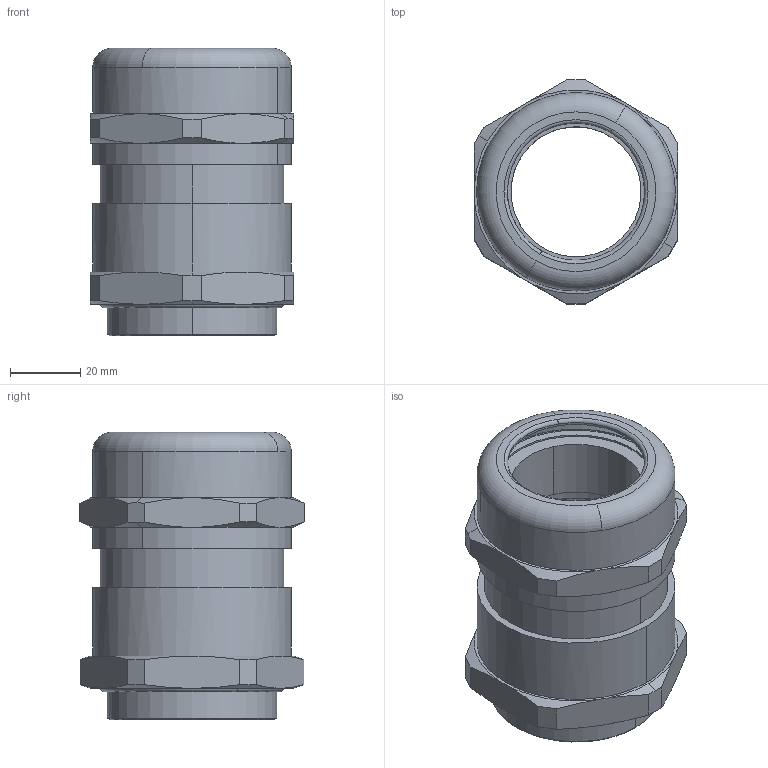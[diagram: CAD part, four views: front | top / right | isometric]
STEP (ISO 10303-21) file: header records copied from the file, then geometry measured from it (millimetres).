
FILE_DESCRIPTION(('CATIA V5R24 STEP','CAx-IF Rec.Pracs.--- Model Styling and Organization---1.2---2011-12-15'),'2;1');
FILE_NAME ('D1462083_1_2435200000_2435200000.stp','2018-03-19T14:05:21+00:00',('none'),('Weidmueller'),'CATIA Version 5-6 Release 2014 SP4 HF52','CATIA V5 STEP AP214','none');
FILE_SCHEMA(('AUTOMOTIVE_DESIGN { 1 0 10303 214 1 1 1 1 }'));
Length unit declared in the file: millimetre
Products named in the file (1): VG M50
Bounding box: 58 x 63.9 x 82.01 mm (x, y, z)
Volume: 67423.6 mm3; surface area: 56899.9 mm2
Topology: 4 solids, 4 shells, 184 faces, 460 edges, 300 vertices
Faces by surface type: plane 60, cone 58, cylinder 50, torus 14, bspline 2
Entity records: 7710 total; most frequent: CARTESIAN_POINT 3629, ORIENTED_EDGE 920, DIRECTION 644, EDGE_CURVE 460, AXIS2_PLACEMENT_3D 326, VERTEX_POINT 300, EDGE_LOOP 208, ADVANCED_FACE 184
